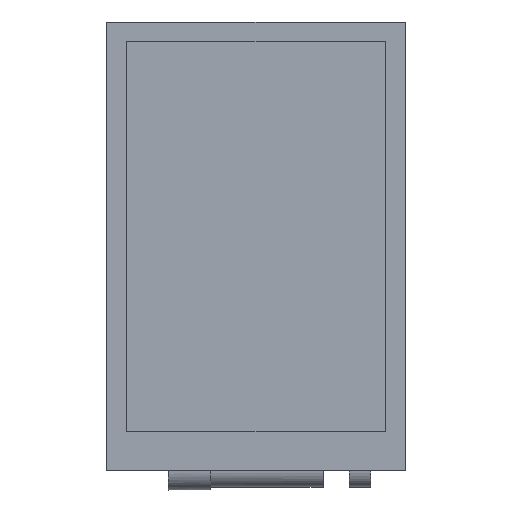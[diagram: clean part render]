
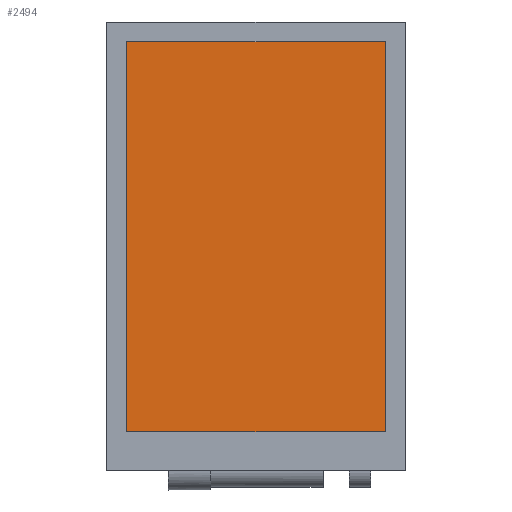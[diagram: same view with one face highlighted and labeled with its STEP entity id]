
A CAD part, top view. The second image highlights one B-rep face of the part: STEP entity #2494.
In plain terms, the highlighted planar face has unit normal (0, 0, 1).
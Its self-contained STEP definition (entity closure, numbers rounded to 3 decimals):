
#158 = PLANE('',#159);
#159 = AXIS2_PLACEMENT_3D('',#160,#161,#162);
#160 = CARTESIAN_POINT('',(-24.48,38.72,0.));
#161 = DIRECTION('',(0.,1.,0.));
#162 = DIRECTION('',(1.,0.,0.));
#186 = PLANE('',#187);
#187 = AXIS2_PLACEMENT_3D('',#188,#189,#190);
#188 = CARTESIAN_POINT('',(-24.48,-35.22,0.));
#189 = DIRECTION('',(-1.,0.,0.));
#190 = DIRECTION('',(0.,1.,0.));
#214 = PLANE('',#215);
#215 = AXIS2_PLACEMENT_3D('',#216,#217,#218);
#216 = CARTESIAN_POINT('',(24.48,-35.22,0.));
#217 = DIRECTION('',(0.,-1.,0.));
#218 = DIRECTION('',(-1.,0.,0.));
#240 = PLANE('',#241);
#241 = AXIS2_PLACEMENT_3D('',#242,#243,#244);
#242 = CARTESIAN_POINT('',(24.48,38.72,0.));
#243 = DIRECTION('',(1.,0.,0.));
#244 = DIRECTION('',(0.,-1.,0.));
#856 = VERTEX_POINT('',#857);
#857 = CARTESIAN_POINT('',(-24.48,38.72,0.05));
#878 = EDGE_CURVE('',#856,#879,#881,.T.);
#879 = VERTEX_POINT('',#880);
#880 = CARTESIAN_POINT('',(24.48,38.72,0.05));
#881 = SURFACE_CURVE('',#882,(#886,#893),.PCURVE_S1.);
#882 = LINE('',#883,#884);
#883 = CARTESIAN_POINT('',(-24.48,38.72,0.05));
#884 = VECTOR('',#885,1.);
#885 = DIRECTION('',(1.,0.,0.));
#886 = PCURVE('',#158,#887);
#887 = DEFINITIONAL_REPRESENTATION('',(#888),#892);
#888 = LINE('',#889,#890);
#889 = CARTESIAN_POINT('',(0.,-0.05));
#890 = VECTOR('',#891,1.);
#891 = DIRECTION('',(1.,0.));
#892 = ( GEOMETRIC_REPRESENTATION_CONTEXT(2) 
PARAMETRIC_REPRESENTATION_CONTEXT() REPRESENTATION_CONTEXT('2D SPACE',''
  ) );
#893 = PCURVE('',#894,#899);
#894 = PLANE('',#895);
#895 = AXIS2_PLACEMENT_3D('',#896,#897,#898);
#896 = CARTESIAN_POINT('',(0.,1.75,0.05));
#897 = DIRECTION('',(0.,0.,-1.));
#898 = DIRECTION('',(-1.,0.,0.));
#899 = DEFINITIONAL_REPRESENTATION('',(#900),#904);
#900 = LINE('',#901,#902);
#901 = CARTESIAN_POINT('',(24.48,36.97));
#902 = VECTOR('',#903,1.);
#903 = DIRECTION('',(-1.,0.));
#904 = ( GEOMETRIC_REPRESENTATION_CONTEXT(2) 
PARAMETRIC_REPRESENTATION_CONTEXT() REPRESENTATION_CONTEXT('2D SPACE',''
  ) );
#932 = EDGE_CURVE('',#879,#933,#935,.T.);
#933 = VERTEX_POINT('',#934);
#934 = CARTESIAN_POINT('',(24.48,-35.22,0.05));
#935 = SURFACE_CURVE('',#936,(#940,#947),.PCURVE_S1.);
#936 = LINE('',#937,#938);
#937 = CARTESIAN_POINT('',(24.48,38.72,0.05));
#938 = VECTOR('',#939,1.);
#939 = DIRECTION('',(0.,-1.,0.));
#940 = PCURVE('',#240,#941);
#941 = DEFINITIONAL_REPRESENTATION('',(#942),#946);
#942 = LINE('',#943,#944);
#943 = CARTESIAN_POINT('',(0.,-0.05));
#944 = VECTOR('',#945,1.);
#945 = DIRECTION('',(1.,0.));
#946 = ( GEOMETRIC_REPRESENTATION_CONTEXT(2) 
PARAMETRIC_REPRESENTATION_CONTEXT() REPRESENTATION_CONTEXT('2D SPACE',''
  ) );
#947 = PCURVE('',#894,#948);
#948 = DEFINITIONAL_REPRESENTATION('',(#949),#953);
#949 = LINE('',#950,#951);
#950 = CARTESIAN_POINT('',(-24.48,36.97));
#951 = VECTOR('',#952,1.);
#952 = DIRECTION('',(0.,-1.));
#953 = ( GEOMETRIC_REPRESENTATION_CONTEXT(2) 
PARAMETRIC_REPRESENTATION_CONTEXT() REPRESENTATION_CONTEXT('2D SPACE',''
  ) );
#981 = EDGE_CURVE('',#933,#982,#984,.T.);
#982 = VERTEX_POINT('',#983);
#983 = CARTESIAN_POINT('',(-24.48,-35.22,0.05));
#984 = SURFACE_CURVE('',#985,(#989,#996),.PCURVE_S1.);
#985 = LINE('',#986,#987);
#986 = CARTESIAN_POINT('',(24.48,-35.22,0.05));
#987 = VECTOR('',#988,1.);
#988 = DIRECTION('',(-1.,0.,0.));
#989 = PCURVE('',#214,#990);
#990 = DEFINITIONAL_REPRESENTATION('',(#991),#995);
#991 = LINE('',#992,#993);
#992 = CARTESIAN_POINT('',(0.,-0.05));
#993 = VECTOR('',#994,1.);
#994 = DIRECTION('',(1.,0.));
#995 = ( GEOMETRIC_REPRESENTATION_CONTEXT(2) 
PARAMETRIC_REPRESENTATION_CONTEXT() REPRESENTATION_CONTEXT('2D SPACE',''
  ) );
#996 = PCURVE('',#894,#997);
#997 = DEFINITIONAL_REPRESENTATION('',(#998),#1002);
#998 = LINE('',#999,#1000);
#999 = CARTESIAN_POINT('',(-24.48,-36.97));
#1000 = VECTOR('',#1001,1.);
#1001 = DIRECTION('',(1.,0.));
#1002 = ( GEOMETRIC_REPRESENTATION_CONTEXT(2) 
PARAMETRIC_REPRESENTATION_CONTEXT() REPRESENTATION_CONTEXT('2D SPACE',''
  ) );
#1030 = EDGE_CURVE('',#982,#856,#1031,.T.);
#1031 = SURFACE_CURVE('',#1032,(#1036,#1043),.PCURVE_S1.);
#1032 = LINE('',#1033,#1034);
#1033 = CARTESIAN_POINT('',(-24.48,-35.22,0.05));
#1034 = VECTOR('',#1035,1.);
#1035 = DIRECTION('',(0.,1.,0.));
#1036 = PCURVE('',#186,#1037);
#1037 = DEFINITIONAL_REPRESENTATION('',(#1038),#1042);
#1038 = LINE('',#1039,#1040);
#1039 = CARTESIAN_POINT('',(0.,-0.05));
#1040 = VECTOR('',#1041,1.);
#1041 = DIRECTION('',(1.,0.));
#1042 = ( GEOMETRIC_REPRESENTATION_CONTEXT(2) 
PARAMETRIC_REPRESENTATION_CONTEXT() REPRESENTATION_CONTEXT('2D SPACE',''
  ) );
#1043 = PCURVE('',#894,#1044);
#1044 = DEFINITIONAL_REPRESENTATION('',(#1045),#1049);
#1045 = LINE('',#1046,#1047);
#1046 = CARTESIAN_POINT('',(24.48,-36.97));
#1047 = VECTOR('',#1048,1.);
#1048 = DIRECTION('',(0.,1.));
#1049 = ( GEOMETRIC_REPRESENTATION_CONTEXT(2) 
PARAMETRIC_REPRESENTATION_CONTEXT() REPRESENTATION_CONTEXT('2D SPACE',''
  ) );
#2494 = ADVANCED_FACE('',(#2495),#894,.F.);
#2495 = FACE_BOUND('',#2496,.F.);
#2496 = EDGE_LOOP('',(#2497,#2498,#2499,#2500));
#2497 = ORIENTED_EDGE('',*,*,#878,.T.);
#2498 = ORIENTED_EDGE('',*,*,#932,.T.);
#2499 = ORIENTED_EDGE('',*,*,#981,.T.);
#2500 = ORIENTED_EDGE('',*,*,#1030,.T.);
